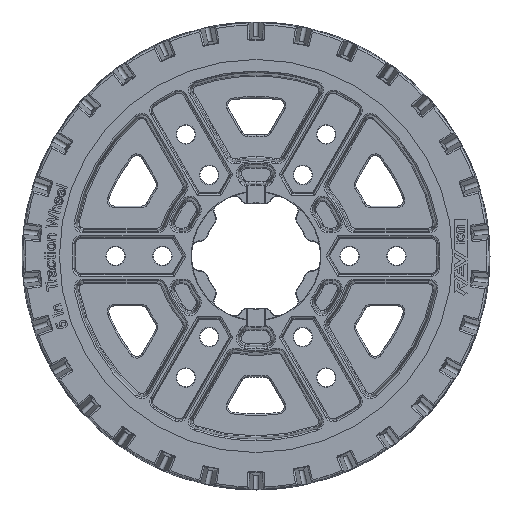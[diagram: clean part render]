
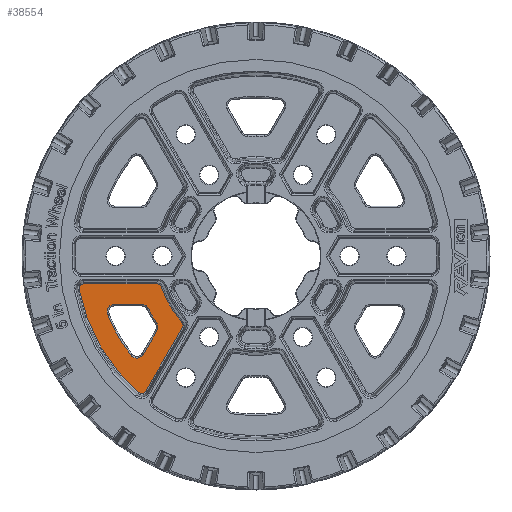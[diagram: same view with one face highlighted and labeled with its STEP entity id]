
A CAD part, left-side view. The second image highlights one B-rep face of the part: STEP entity #38554.
In plain terms, the highlighted planar face has unit normal (-1, 0, 0).
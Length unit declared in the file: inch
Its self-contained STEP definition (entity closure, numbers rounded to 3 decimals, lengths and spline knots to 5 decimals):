
#707 = LINE ( 'NONE', #102921, #195411 ) ;
#1395 = FACE_OUTER_BOUND ( 'NONE', #187517, .T. ) ;
#1544 = DIRECTION ( 'NONE',  ( -1., 0., 0. ) ) ;
#3644 = PLANE ( 'NONE',  #137709 ) ;
#6031 = DIRECTION ( 'NONE',  ( 0., 0., 1. ) ) ;
#6533 = VERTEX_POINT ( 'NONE', #8704 ) ;
#8271 = VERTEX_POINT ( 'NONE', #169780 ) ;
#8704 = CARTESIAN_POINT ( 'NONE',  ( -0.0625, 1.88935, -0.35501 ) ) ;
#9240 = AXIS2_PLACEMENT_3D ( 'NONE', #205064, #82470, #50658 ) ;
#9489 = CARTESIAN_POINT ( 'NONE',  ( -0.0625, 1.2722, -1.01101 ) ) ;
#9999 = DIRECTION ( 'NONE',  ( 1., 0., 0. ) ) ;
#10702 = CARTESIAN_POINT ( 'NONE',  ( -0.0625, 1.51166, -0.59625 ) ) ;
#11035 = VERTEX_POINT ( 'NONE', #96703 ) ;
#11525 = CARTESIAN_POINT ( 'NONE',  ( -0.0625, 0.82684, -0.73963 ) ) ;
#14433 = CARTESIAN_POINT ( 'NONE',  ( -0.0625, 1.22124, -1.42275 ) ) ;
#14537 = VERTEX_POINT ( 'NONE', #77643 ) ;
#15097 = CARTESIAN_POINT ( 'NONE',  ( -0.0625, 1.0581, -0.79973 ) ) ;
#16263 = ORIENTED_EDGE ( 'NONE', *, *, #52670, .T. ) ;
#18058 = VERTEX_POINT ( 'NONE', #93283 ) ;
#19414 = DIRECTION ( 'NONE',  ( 0., 0., 1. ) ) ;
#20960 = CARTESIAN_POINT ( 'NONE',  ( -0.0625, 0.7915, -0.70802 ) ) ;
#23684 = CARTESIAN_POINT ( 'NONE',  ( -0.0625, 0., 0. ) ) ;
#25926 = EDGE_CURVE ( 'NONE', #86474, #8271, #107128, .T. ) ;
#28118 = VERTEX_POINT ( 'NONE', #139882 ) ;
#30847 = VERTEX_POINT ( 'NONE', #75577 ) ;
#31219 = EDGE_CURVE ( 'NONE', #149014, #71263, #171368, .T. ) ;
#33041 = AXIS2_PLACEMENT_3D ( 'NONE', #11525, #150000, #219235 ) ;
#33954 = DIRECTION ( 'NONE',  ( 0., 0.5, -0.866 ) ) ;
#34459 = DIRECTION ( 'NONE',  ( 0., 0., 1. ) ) ;
#36233 = DIRECTION ( 'NONE',  ( 0., 1., 0. ) ) ;
#38554 = ADVANCED_FACE ( 'NONE', ( #1395, #208015 ), #3644, .T. ) ;
#38838 = CARTESIAN_POINT ( 'NONE',  ( -0.0625, 0., 0. ) ) ;
#41302 = EDGE_CURVE ( 'NONE', #117813, #149014, #210746, .T. ) ;
#45175 = DIRECTION ( 'NONE',  ( 0., 0., 1. ) ) ;
#45662 = EDGE_CURVE ( 'NONE', #6533, #92412, #172392, .T. ) ;
#46582 = AXIS2_PLACEMENT_3D ( 'NONE', #9489, #117289, #80976 ) ;
#49574 = DIRECTION ( 'NONE',  ( 0., -0.5, 0.866 ) ) ;
#50316 = DIRECTION ( 'NONE',  ( 0., 0., 1. ) ) ;
#50658 = DIRECTION ( 'NONE',  ( 0., 0., 1. ) ) ;
#51402 = VERTEX_POINT ( 'NONE', #105263 ) ;
#52474 = DIRECTION ( 'NONE',  ( 0., 0., 1. ) ) ;
#52496 = ORIENTED_EDGE ( 'NONE', *, *, #165628, .T. ) ;
#52670 = EDGE_CURVE ( 'NONE', #71263, #11035, #180720, .T. ) ;
#53758 = CARTESIAN_POINT ( 'NONE',  ( -0.0625, 0., 0. ) ) ;
#54836 = AXIS2_PLACEMENT_3D ( 'NONE', #146244, #9999, #45175 ) ;
#57390 = DIRECTION ( 'NONE',  ( 0., 0., 1. ) ) ;
#57696 = ORIENTED_EDGE ( 'NONE', *, *, #165335, .T. ) ;
#59953 = VERTEX_POINT ( 'NONE', #20960 ) ;
#64042 = EDGE_CURVE ( 'NONE', #92412, #30847, #157851, .T. ) ;
#67435 = DIRECTION ( 'NONE',  ( 1., 0., 0. ) ) ;
#70091 = ORIENTED_EDGE ( 'NONE', *, *, #25926, .T. ) ;
#71263 = VERTEX_POINT ( 'NONE', #109110 ) ;
#72248 = VECTOR ( 'NONE', #33954, 39.37008 ) ;
#72815 = EDGE_CURVE ( 'NONE', #11035, #14537, #199605, .T. ) ;
#74354 = ORIENTED_EDGE ( 'NONE', *, *, #45662, .T. ) ;
#75577 = CARTESIAN_POINT ( 'NONE',  ( -0.0625, 1.18018, -1.44645 ) ) ;
#77643 = CARTESIAN_POINT ( 'NONE',  ( -0.0625, 1.58587, -0.62552 ) ) ;
#77935 = ORIENTED_EDGE ( 'NONE', *, *, #98881, .T. ) ;
#79266 = DIRECTION ( 'NONE',  ( 1., 0., 0. ) ) ;
#80523 = AXIS2_PLACEMENT_3D ( 'NONE', #23684, #79266, #111096 ) ;
#80976 = DIRECTION ( 'NONE',  ( 0., 0., 1. ) ) ;
#82080 = VECTOR ( 'NONE', #36233, 39.37008 ) ;
#82470 = DIRECTION ( 'NONE',  ( -1., 0., 0. ) ) ;
#83664 = DIRECTION ( 'NONE',  ( 0., 0., 1. ) ) ;
#85121 = CARTESIAN_POINT ( 'NONE',  ( -0.0625, 0., -0.29884 ) ) ;
#85590 = EDGE_CURVE ( 'NONE', #51402, #171480, #125707, .T. ) ;
#86474 = VERTEX_POINT ( 'NONE', #219088 ) ;
#86844 = ORIENTED_EDGE ( 'NONE', *, *, #72815, .T. ) ;
#87328 = AXIS2_PLACEMENT_3D ( 'NONE', #205850, #103651, #50316 ) ;
#91452 = CARTESIAN_POINT ( 'NONE',  ( -0.0625, 0., 0. ) ) ;
#91663 = CARTESIAN_POINT ( 'NONE',  ( -0.0625, 1.22163, -0.51648 ) ) ;
#92412 = VERTEX_POINT ( 'NONE', #183588 ) ;
#93283 = CARTESIAN_POINT ( 'NONE',  ( -0.0625, 0.78578, -0.76333 ) ) ;
#96703 = CARTESIAN_POINT ( 'NONE',  ( -0.0625, 1.33465, -1.06064 ) ) ;
#96947 = DIRECTION ( 'NONE',  ( 0., 0., 1. ) ) ;
#98881 = EDGE_CURVE ( 'NONE', #133563, #51402, #142791, .T. ) ;
#102921 = CARTESIAN_POINT ( 'NONE',  ( -0.0625, 0.2588, 0.14942 ) ) ;
#103651 = DIRECTION ( 'NONE',  ( -1., 0., 0. ) ) ;
#103947 = AXIS2_PLACEMENT_3D ( 'NONE', #193367, #67435, #34459 ) ;
#105263 = CARTESIAN_POINT ( 'NONE',  ( -0.0625, 1.22163, -0.51648 ) ) ;
#107128 = CIRCLE ( 'NONE', #9240, 0.04741 ) ;
#109110 = CARTESIAN_POINT ( 'NONE',  ( -0.0625, 1.20311, -1.0509 ) ) ;
#110245 = ORIENTED_EDGE ( 'NONE', *, *, #224495, .T. ) ;
#111096 = DIRECTION ( 'NONE',  ( 0., 0., 1. ) ) ;
#116626 = DIRECTION ( 'NONE',  ( -1., 0., 0. ) ) ;
#117289 = DIRECTION ( 'NONE',  ( 1., 0., 0. ) ) ;
#117813 = VERTEX_POINT ( 'NONE', #145819 ) ;
#119420 = CARTESIAN_POINT ( 'NONE',  ( -0.0625, 0., 0. ) ) ;
#120536 = DIRECTION ( 'NONE',  ( 1., 0., 0. ) ) ;
#120627 = CARTESIAN_POINT ( 'NONE',  ( -0.0625, 1.14994, -0.56126 ) ) ;
#125231 = ORIENTED_EDGE ( 'NONE', *, *, #199162, .T. ) ;
#125707 = CIRCLE ( 'NONE', #103947, 0.07977 ) ;
#133563 = VERTEX_POINT ( 'NONE', #135609 ) ;
#133657 = EDGE_CURVE ( 'NONE', #171480, #117813, #142490, .T. ) ;
#135609 = CARTESIAN_POINT ( 'NONE',  ( -0.0625, 1.51166, -0.51648 ) ) ;
#137709 = AXIS2_PLACEMENT_3D ( 'NONE', #38838, #212528, #52474 ) ;
#139545 = CIRCLE ( 'NONE', #197567, 0.07977 ) ;
#139882 = CARTESIAN_POINT ( 'NONE',  ( -0.0625, 1.84275, -0.29884 ) ) ;
#142490 = CIRCLE ( 'NONE', #164309, 1.2796 ) ;
#142791 = LINE ( 'NONE', #91663, #145499 ) ;
#144803 = DIRECTION ( 'NONE',  ( -1., 0., 0. ) ) ;
#145499 = VECTOR ( 'NONE', #160928, 39.37008 ) ;
#145819 = CARTESIAN_POINT ( 'NONE',  ( -0.0625, 1.06104, -0.71525 ) ) ;
#146244 = CARTESIAN_POINT ( 'NONE',  ( -0.0625, 1.12718, -0.75984 ) ) ;
#148807 = ORIENTED_EDGE ( 'NONE', *, *, #85590, .T. ) ;
#149014 = VERTEX_POINT ( 'NONE', #15097 ) ;
#149575 = AXIS2_PLACEMENT_3D ( 'NONE', #119420, #120536, #19414 ) ;
#150000 = DIRECTION ( 'NONE',  ( -1., 0., 0. ) ) ;
#150289 = DIRECTION ( 'NONE',  ( 1., 0., 0. ) ) ;
#154322 = CARTESIAN_POINT ( 'NONE',  ( -0.0625, 1.20311, -1.0509 ) ) ;
#156278 = ORIENTED_EDGE ( 'NONE', *, *, #41302, .T. ) ;
#156592 = LINE ( 'NONE', #85121, #82080 ) ;
#157851 = CIRCLE ( 'NONE', #161434, 0.04741 ) ;
#160928 = DIRECTION ( 'NONE',  ( 0., -1., 0. ) ) ;
#161434 = AXIS2_PLACEMENT_3D ( 'NONE', #14433, #116626, #83664 ) ;
#163660 = ORIENTED_EDGE ( 'NONE', *, *, #133657, .T. ) ;
#164309 = AXIS2_PLACEMENT_3D ( 'NONE', #53758, #1544, #6031 ) ;
#165335 = EDGE_CURVE ( 'NONE', #28118, #6533, #214259, .T. ) ;
#165628 = EDGE_CURVE ( 'NONE', #18058, #59953, #185196, .T. ) ;
#167909 = EDGE_CURVE ( 'NONE', #14537, #133563, #139545, .T. ) ;
#168669 = AXIS2_PLACEMENT_3D ( 'NONE', #91452, #144803, #57390 ) ;
#169780 = CARTESIAN_POINT ( 'NONE',  ( -0.0625, 1.05396, -0.29884 ) ) ;
#171209 = ORIENTED_EDGE ( 'NONE', *, *, #64042, .T. ) ;
#171368 = LINE ( 'NONE', #154322, #72248 ) ;
#171480 = VERTEX_POINT ( 'NONE', #120627 ) ;
#172392 = CIRCLE ( 'NONE', #168669, 1.92241 ) ;
#173695 = ORIENTED_EDGE ( 'NONE', *, *, #167909, .T. ) ;
#179365 = EDGE_CURVE ( 'NONE', #30847, #18058, #707, .T. ) ;
#180720 = CIRCLE ( 'NONE', #46582, 0.07977 ) ;
#183588 = CARTESIAN_POINT ( 'NONE',  ( -0.0625, 1.25212, -1.45872 ) ) ;
#185196 = CIRCLE ( 'NONE', #33041, 0.04741 ) ;
#187517 = EDGE_LOOP ( 'NONE', ( #74354, #171209, #195378, #52496, #125231, #70091, #110245, #57696 ) ) ;
#189601 = CIRCLE ( 'NONE', #149575, 1.06196 ) ;
#193367 = CARTESIAN_POINT ( 'NONE',  ( -0.0625, 1.22163, -0.59625 ) ) ;
#195378 = ORIENTED_EDGE ( 'NONE', *, *, #179365, .T. ) ;
#195411 = VECTOR ( 'NONE', #49574, 39.37008 ) ;
#197567 = AXIS2_PLACEMENT_3D ( 'NONE', #10702, #150289, #96947 ) ;
#199162 = EDGE_CURVE ( 'NONE', #59953, #86474, #189601, .T. ) ;
#199605 = CIRCLE ( 'NONE', #80523, 1.70477 ) ;
#205064 = CARTESIAN_POINT ( 'NONE',  ( -0.0625, 1.05396, -0.34625 ) ) ;
#205850 = CARTESIAN_POINT ( 'NONE',  ( -0.0625, 1.84275, -0.34625 ) ) ;
#208015 = FACE_BOUND ( 'NONE', #221511, .T. ) ;
#210746 = CIRCLE ( 'NONE', #54836, 0.07977 ) ;
#211156 = ORIENTED_EDGE ( 'NONE', *, *, #31219, .T. ) ;
#212528 = DIRECTION ( 'NONE',  ( -1., 0., 0. ) ) ;
#214259 = CIRCLE ( 'NONE', #87328, 0.04741 ) ;
#219088 = CARTESIAN_POINT ( 'NONE',  ( -0.0625, 1.00891, -0.33145 ) ) ;
#219235 = DIRECTION ( 'NONE',  ( 0., 0., 1. ) ) ;
#221511 = EDGE_LOOP ( 'NONE', ( #211156, #16263, #86844, #173695, #77935, #148807, #163660, #156278 ) ) ;
#224495 = EDGE_CURVE ( 'NONE', #8271, #28118, #156592, .T. ) ;
